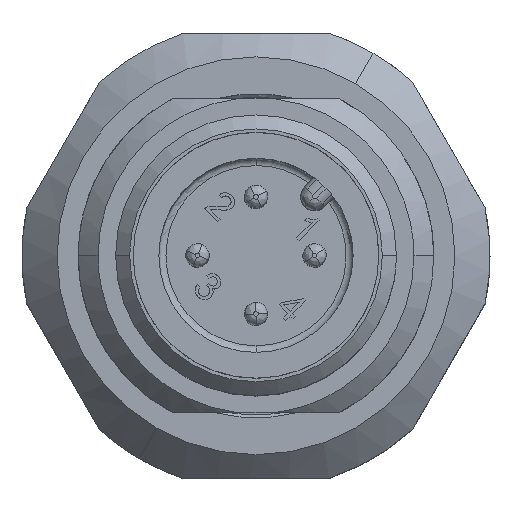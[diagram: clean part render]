
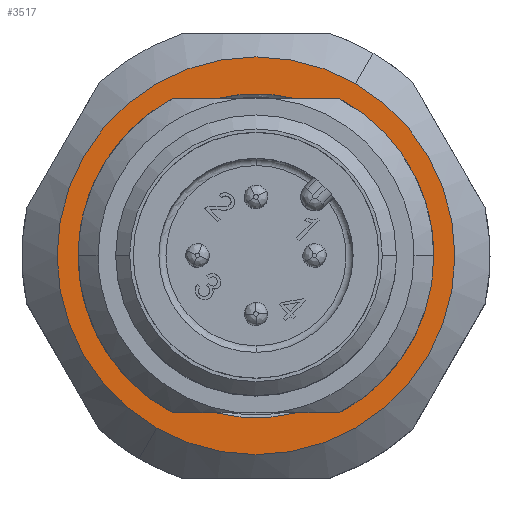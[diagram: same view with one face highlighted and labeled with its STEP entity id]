
A CAD part, top view. The second image highlights one B-rep face of the part: STEP entity #3517.
In plain terms, the highlighted planar face has unit normal (0, 0, 1).
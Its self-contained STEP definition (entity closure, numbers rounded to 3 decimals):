
#3415=AXIS2_PLACEMENT_3D('Plane Axis2P3D',#3412,#3413,#3414) ;
#3419=AXIS2_PLACEMENT_3D('Circle Axis2P3D',#3417,#3418,$) ;
#3428=AXIS2_PLACEMENT_3D('Circle Axis2P3D',#3426,#3427,$) ;
#3437=AXIS2_PLACEMENT_3D('Circle Axis2P3D',#3435,#3436,$) ;
#3472=AXIS2_PLACEMENT_3D('Circle Axis2P3D',#3470,#3471,$) ;
#3017=CARTESIAN_POINT('Line Origine',(7.321,16.2,22.5)) ;
#3021=CARTESIAN_POINT('Vertex',(6.413,16.2,22.5)) ;
#3023=CARTESIAN_POINT('Vertex',(8.229,16.2,22.5)) ;
#3064=CARTESIAN_POINT('Vertex',(13.587,16.2,22.5)) ;
#3067=CARTESIAN_POINT('Line Origine',(12.679,16.2,22.5)) ;
#3071=CARTESIAN_POINT('Vertex',(11.771,16.2,22.5)) ;
#3215=CARTESIAN_POINT('Line Origine',(7.321,2.8,22.5)) ;
#3219=CARTESIAN_POINT('Vertex',(8.229,2.8,22.5)) ;
#3221=CARTESIAN_POINT('Vertex',(6.413,2.8,22.5)) ;
#3258=CARTESIAN_POINT('Vertex',(11.771,2.8,22.5)) ;
#3261=CARTESIAN_POINT('Line Origine',(12.679,2.8,22.5)) ;
#3265=CARTESIAN_POINT('Vertex',(13.587,2.8,22.5)) ;
#3412=CARTESIAN_POINT('Axis2P3D Location',(6.52,3.472,22.5)) ;
#3417=CARTESIAN_POINT('Axis2P3D Location',(10.,9.5,22.5)) ;
#3421=CARTESIAN_POINT('Vertex',(14.25,16.861,22.5)) ;
#3423=CARTESIAN_POINT('Vertex',(5.75,2.139,22.5)) ;
#3426=CARTESIAN_POINT('Axis2P3D Location',(10.,9.5,22.5)) ;
#3435=CARTESIAN_POINT('Axis2P3D Location',(10.,9.5,22.5)) ;
#3441=CARTESIAN_POINT('Control Point',(13.587,16.2,22.5)) ;
#3442=CARTESIAN_POINT('Control Point',(14.302,15.817,22.5)) ;
#3443=CARTESIAN_POINT('Control Point',(14.965,15.34,22.5)) ;
#3444=CARTESIAN_POINT('Control Point',(15.561,14.776,22.5)) ;
#3445=CARTESIAN_POINT('Control Point',(16.587,13.503,22.5)) ;
#3446=CARTESIAN_POINT('Control Point',(17.244,12.006,22.5)) ;
#3447=CARTESIAN_POINT('Control Point',(17.47,11.218,22.5)) ;
#3448=CARTESIAN_POINT('Control Point',(17.592,10.389,22.5)) ;
#3449=CARTESIAN_POINT('Control Point',(17.6,9.559,22.5)) ;
#3450=CARTESIAN_POINT('Control Point',(17.6,9.539,22.5)) ;
#3451=CARTESIAN_POINT('Control Point',(17.6,9.52,22.5)) ;
#3452=CARTESIAN_POINT('Control Point',(17.6,9.5,22.5)) ;
#3453=CARTESIAN_POINT('Vertex',(17.6,9.5,22.5)) ;
#3457=CARTESIAN_POINT('Control Point',(17.6,9.5,22.5)) ;
#3458=CARTESIAN_POINT('Control Point',(17.6,8.709,22.5)) ;
#3459=CARTESIAN_POINT('Control Point',(17.497,7.919,22.5)) ;
#3460=CARTESIAN_POINT('Control Point',(17.292,7.146,22.5)) ;
#3461=CARTESIAN_POINT('Control Point',(16.677,5.653,22.5)) ;
#3462=CARTESIAN_POINT('Control Point',(15.696,4.37,22.5)) ;
#3463=CARTESIAN_POINT('Control Point',(15.115,3.791,22.5)) ;
#3464=CARTESIAN_POINT('Control Point',(14.433,3.272,22.5)) ;
#3465=CARTESIAN_POINT('Control Point',(13.691,2.857,22.5)) ;
#3466=CARTESIAN_POINT('Control Point',(13.657,2.837,22.5)) ;
#3467=CARTESIAN_POINT('Control Point',(13.622,2.819,22.5)) ;
#3468=CARTESIAN_POINT('Control Point',(13.587,2.8,22.5)) ;
#3470=CARTESIAN_POINT('Axis2P3D Location',(10.,9.5,22.5)) ;
#3476=CARTESIAN_POINT('Control Point',(6.413,2.8,22.5)) ;
#3477=CARTESIAN_POINT('Control Point',(5.698,3.183,22.5)) ;
#3478=CARTESIAN_POINT('Control Point',(5.035,3.66,22.5)) ;
#3479=CARTESIAN_POINT('Control Point',(4.439,4.224,22.5)) ;
#3480=CARTESIAN_POINT('Control Point',(3.413,5.497,22.5)) ;
#3481=CARTESIAN_POINT('Control Point',(2.756,6.994,22.5)) ;
#3482=CARTESIAN_POINT('Control Point',(2.53,7.782,22.5)) ;
#3483=CARTESIAN_POINT('Control Point',(2.408,8.611,22.5)) ;
#3484=CARTESIAN_POINT('Control Point',(2.4,9.441,22.5)) ;
#3485=CARTESIAN_POINT('Control Point',(2.4,9.461,22.5)) ;
#3486=CARTESIAN_POINT('Control Point',(2.4,9.48,22.5)) ;
#3487=CARTESIAN_POINT('Control Point',(2.4,9.5,22.5)) ;
#3488=CARTESIAN_POINT('Vertex',(2.4,9.5,22.5)) ;
#3492=CARTESIAN_POINT('Control Point',(2.4,9.5,22.5)) ;
#3493=CARTESIAN_POINT('Control Point',(2.4,10.291,22.5)) ;
#3494=CARTESIAN_POINT('Control Point',(2.503,11.081,22.5)) ;
#3495=CARTESIAN_POINT('Control Point',(2.708,11.854,22.5)) ;
#3496=CARTESIAN_POINT('Control Point',(3.323,13.347,22.5)) ;
#3497=CARTESIAN_POINT('Control Point',(4.304,14.63,22.5)) ;
#3498=CARTESIAN_POINT('Control Point',(4.885,15.209,22.5)) ;
#3499=CARTESIAN_POINT('Control Point',(5.567,15.728,22.5)) ;
#3500=CARTESIAN_POINT('Control Point',(6.309,16.143,22.5)) ;
#3501=CARTESIAN_POINT('Control Point',(6.343,16.163,22.5)) ;
#3502=CARTESIAN_POINT('Control Point',(6.378,16.181,22.5)) ;
#3503=CARTESIAN_POINT('Control Point',(6.413,16.2,22.5)) ;
#3018=DIRECTION('Vector Direction',(1.,0.,0.)) ;
#3068=DIRECTION('Vector Direction',(1.,0.,0.)) ;
#3216=DIRECTION('Vector Direction',(-1.,0.,0.)) ;
#3262=DIRECTION('Vector Direction',(-1.,0.,0.)) ;
#3413=DIRECTION('Axis2P3D Direction',(0.,0.,1.)) ;
#3414=DIRECTION('Axis2P3D XDirection',(-0.866,0.5,0.)) ;
#3418=DIRECTION('Axis2P3D Direction',(0.,0.,1.)) ;
#3427=DIRECTION('Axis2P3D Direction',(0.,0.,1.)) ;
#3436=DIRECTION('Axis2P3D Direction',(0.,0.,1.)) ;
#3471=DIRECTION('Axis2P3D Direction',(0.,0.,1.)) ;
#3019=VECTOR('Line Direction',#3018,1.) ;
#3069=VECTOR('Line Direction',#3068,1.) ;
#3217=VECTOR('Line Direction',#3216,1.) ;
#3263=VECTOR('Line Direction',#3262,1.) ;
#3432=ORIENTED_EDGE('',*,*,#3425,.T.) ;
#3433=ORIENTED_EDGE('',*,*,#3430,.T.) ;
#3506=ORIENTED_EDGE('',*,*,#3025,.T.) ;
#3507=ORIENTED_EDGE('',*,*,#3439,.F.) ;
#3508=ORIENTED_EDGE('',*,*,#3073,.T.) ;
#3509=ORIENTED_EDGE('',*,*,#3455,.T.) ;
#3510=ORIENTED_EDGE('',*,*,#3469,.T.) ;
#3511=ORIENTED_EDGE('',*,*,#3267,.T.) ;
#3512=ORIENTED_EDGE('',*,*,#3474,.F.) ;
#3513=ORIENTED_EDGE('',*,*,#3223,.T.) ;
#3514=ORIENTED_EDGE('',*,*,#3490,.T.) ;
#3515=ORIENTED_EDGE('',*,*,#3504,.T.) ;
#3516=FACE_BOUND('',#3505,.T.) ;
#3517=ADVANCED_FACE('V1',(#3434,#3516),#3416,.T.) ;
#3440=B_SPLINE_CURVE_WITH_KNOTS('',5,(#3441,#3442,#3443,#3444,#3445,#3446,#3447,#3448,#3449,#3450,#3451,#3452),.UNSPECIFIED.,.F.,.U.,(6,3,3,6),(0.,5.73,11.46,11.599),.UNSPECIFIED.) ;
#3456=B_SPLINE_CURVE_WITH_KNOTS('',5,(#3457,#3458,#3459,#3460,#3461,#3462,#3463,#3464,#3465,#3466,#3467,#3468),.UNSPECIFIED.,.F.,.U.,(6,3,3,6),(11.599,17.19,22.919,23.198),.UNSPECIFIED.) ;
#3475=B_SPLINE_CURVE_WITH_KNOTS('',5,(#3476,#3477,#3478,#3479,#3480,#3481,#3482,#3483,#3484,#3485,#3486,#3487),.UNSPECIFIED.,.F.,.U.,(6,3,3,6),(0.,5.73,11.46,11.599),.UNSPECIFIED.) ;
#3491=B_SPLINE_CURVE_WITH_KNOTS('',5,(#3492,#3493,#3494,#3495,#3496,#3497,#3498,#3499,#3500,#3501,#3502,#3503),.UNSPECIFIED.,.F.,.U.,(6,3,3,6),(11.599,17.19,22.919,23.198),.UNSPECIFIED.) ;
#3420=CIRCLE('generated circle',#3419,8.5) ;
#3429=CIRCLE('generated circle',#3428,8.5) ;
#3438=CIRCLE('generated circle',#3437,6.93) ;
#3473=CIRCLE('generated circle',#3472,6.93) ;
#3025=EDGE_CURVE('',#3022,#3024,#3020,.T.) ;
#3073=EDGE_CURVE('',#3072,#3065,#3070,.T.) ;
#3223=EDGE_CURVE('',#3220,#3222,#3218,.T.) ;
#3267=EDGE_CURVE('',#3266,#3259,#3264,.T.) ;
#3425=EDGE_CURVE('',#3422,#3424,#3420,.T.) ;
#3430=EDGE_CURVE('',#3424,#3422,#3429,.T.) ;
#3439=EDGE_CURVE('',#3072,#3024,#3438,.T.) ;
#3455=EDGE_CURVE('',#3065,#3454,#3440,.T.) ;
#3469=EDGE_CURVE('',#3454,#3266,#3456,.T.) ;
#3474=EDGE_CURVE('',#3220,#3259,#3473,.T.) ;
#3490=EDGE_CURVE('',#3222,#3489,#3475,.T.) ;
#3504=EDGE_CURVE('',#3489,#3022,#3491,.T.) ;
#3431=EDGE_LOOP('',(#3432,#3433)) ;
#3505=EDGE_LOOP('',(#3506,#3507,#3508,#3509,#3510,#3511,#3512,#3513,#3514,#3515)) ;
#3434=FACE_OUTER_BOUND('',#3431,.T.) ;
#3020=LINE('Line',#3017,#3019) ;
#3070=LINE('Line',#3067,#3069) ;
#3218=LINE('Line',#3215,#3217) ;
#3264=LINE('Line',#3261,#3263) ;
#3416=PLANE('',#3415) ;
#3022=VERTEX_POINT('',#3021) ;
#3024=VERTEX_POINT('',#3023) ;
#3065=VERTEX_POINT('',#3064) ;
#3072=VERTEX_POINT('',#3071) ;
#3220=VERTEX_POINT('',#3219) ;
#3222=VERTEX_POINT('',#3221) ;
#3259=VERTEX_POINT('',#3258) ;
#3266=VERTEX_POINT('',#3265) ;
#3422=VERTEX_POINT('',#3421) ;
#3424=VERTEX_POINT('',#3423) ;
#3454=VERTEX_POINT('',#3453) ;
#3489=VERTEX_POINT('',#3488) ;
